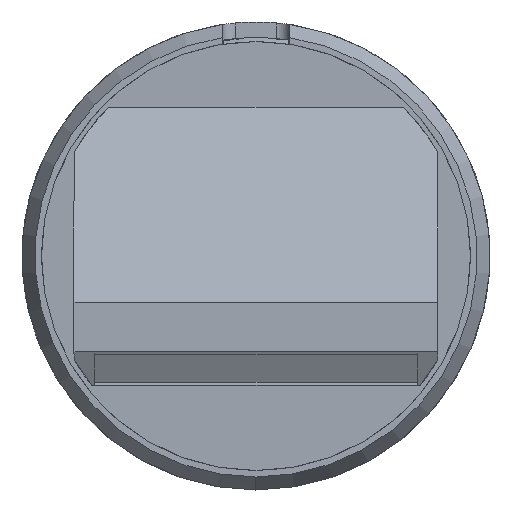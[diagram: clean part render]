
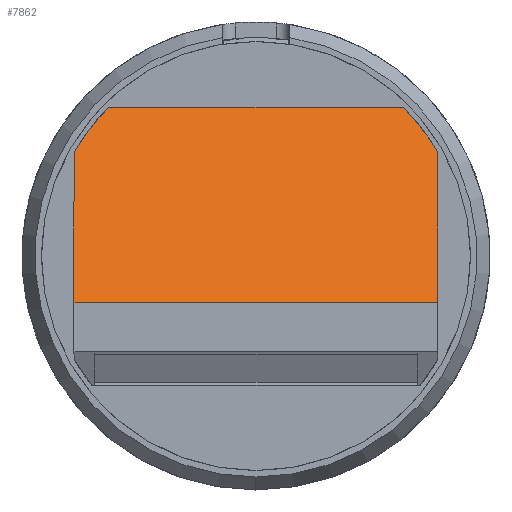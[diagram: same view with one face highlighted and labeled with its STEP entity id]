
A CAD part, left-side view. The second image highlights one B-rep face of the part: STEP entity #7862.
In plain terms, the highlighted planar face has unit normal (-0.707, 0, 0.707).
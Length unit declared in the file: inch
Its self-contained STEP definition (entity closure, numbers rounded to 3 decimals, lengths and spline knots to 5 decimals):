
#3 = VERTEX_POINT ( 'NONE', #1115 ) ;
#594 = CARTESIAN_POINT ( 'NONE',  ( -0.36614, -0.97437, -0.07019 ) ) ;
#946 = LINE ( 'NONE', #8663, #7523 ) ;
#1021 = VERTEX_POINT ( 'NONE', #3518 ) ;
#1115 = CARTESIAN_POINT ( 'NONE',  ( -0.36614, -0.27559, -0.07019 ) ) ;
#1242 = CARTESIAN_POINT ( 'NONE',  ( -0.11426, -0.26129, 0.18169 ) ) ;
#1410 = AXIS2_PLACEMENT_3D ( 'NONE', #4372, #8571, #7850 ) ;
#1450 = FACE_OUTER_BOUND ( 'NONE', #2268, .T. ) ;
#1529 = VERTEX_POINT ( 'NONE', #4511 ) ;
#1648 = DIRECTION ( 'NONE',  ( 0., -1., 0. ) ) ;
#2006 =( BOUNDED_CURVE ( )  B_SPLINE_CURVE ( 3, ( #8607, #9347, #4405, #7874 ),
 .UNSPECIFIED., .F., .F. ) 
 B_SPLINE_CURVE_WITH_KNOTS ( ( 4, 4 ),
 ( 5.22886, 5.50218 ),
 .UNSPECIFIED. ) 
 CURVE ( )  GEOMETRIC_REPRESENTATION_ITEM ( )  RATIONAL_B_SPLINE_CURVE ( ( 1., 0.994, 0.994, 1. ) ) 
 REPRESENTATION_ITEM ( '' )  );
#2220 = CARTESIAN_POINT ( 'NONE',  ( -0.37171, 0.27559, -0.07576 ) ) ;
#2235 = VERTEX_POINT ( 'NONE', #4190 ) ;
#2268 = EDGE_LOOP ( 'NONE', ( #6653, #3366, #8622, #9277, #3848, #3676 ) ) ;
#2485 = VECTOR ( 'NONE', #4331, 39.37008 ) ;
#2992 =( BOUNDED_CURVE ( )  B_SPLINE_CURVE ( 3, ( #7829, #5664, #1242, #7793 ),
 .UNSPECIFIED., .F., .F. ) 
 B_SPLINE_CURVE_WITH_KNOTS ( ( 4, 4 ),
 ( 0.78101, 1.05432 ),
 .UNSPECIFIED. ) 
 CURVE ( )  GEOMETRIC_REPRESENTATION_ITEM ( )  RATIONAL_B_SPLINE_CURVE ( ( 1., 0.994, 0.994, 1. ) ) 
 REPRESENTATION_ITEM ( '' )  );
#3366 = ORIENTED_EDGE ( 'NONE', *, *, #8618, .F. ) ;
#3518 = CARTESIAN_POINT ( 'NONE',  ( -0.07087, -0.22312, 0.22508 ) ) ;
#3676 = ORIENTED_EDGE ( 'NONE', *, *, #8552, .F. ) ;
#3848 = ORIENTED_EDGE ( 'NONE', *, *, #6358, .T. ) ;
#3938 = CARTESIAN_POINT ( 'NONE',  ( -0.13944, -0.27559, 0.15651 ) ) ;
#3986 = CARTESIAN_POINT ( 'NONE',  ( -0.07087, 0.22312, 0.22508 ) ) ;
#4140 = DIRECTION ( 'NONE',  ( 0., 1., 0. ) ) ;
#4190 = CARTESIAN_POINT ( 'NONE',  ( -0.13944, 0.27559, 0.15651 ) ) ;
#4263 = VERTEX_POINT ( 'NONE', #3986 ) ;
#4331 = DIRECTION ( 'NONE',  ( 0.707, 0., 0.707 ) ) ;
#4372 = CARTESIAN_POINT ( 'NONE',  ( -0.37171, -0.97437, -0.07576 ) ) ;
#4405 = CARTESIAN_POINT ( 'NONE',  ( -0.09126, 0.24369, 0.20469 ) ) ;
#4511 = CARTESIAN_POINT ( 'NONE',  ( -0.36614, 0.27559, -0.07019 ) ) ;
#5322 = VECTOR ( 'NONE', #1648, 39.37008 ) ;
#5664 = CARTESIAN_POINT ( 'NONE',  ( -0.09126, -0.24369, 0.20469 ) ) ;
#5759 = PLANE ( 'NONE',  #1410 ) ;
#5766 = EDGE_CURVE ( 'NONE', #1529, #2235, #7991, .T. ) ;
#6358 = EDGE_CURVE ( 'NONE', #3, #7451, #946, .T. ) ;
#6441 = EDGE_CURVE ( 'NONE', #4263, #1021, #7191, .T. ) ;
#6653 = ORIENTED_EDGE ( 'NONE', *, *, #6441, .F. ) ;
#7072 = EDGE_CURVE ( 'NONE', #3, #1529, #7710, .T. ) ;
#7179 = DIRECTION ( 'NONE',  ( 0.707, 0., 0.707 ) ) ;
#7191 = LINE ( 'NONE', #7550, #5322 ) ;
#7254 = VECTOR ( 'NONE', #4140, 39.37008 ) ;
#7451 = VERTEX_POINT ( 'NONE', #3938 ) ;
#7523 = VECTOR ( 'NONE', #7179, 39.37008 ) ;
#7550 = CARTESIAN_POINT ( 'NONE',  ( -0.07087, 0., 0.22508 ) ) ;
#7710 = LINE ( 'NONE', #594, #7254 ) ;
#7793 = CARTESIAN_POINT ( 'NONE',  ( -0.13944, -0.27559, 0.15651 ) ) ;
#7829 = CARTESIAN_POINT ( 'NONE',  ( -0.07087, -0.22312, 0.22508 ) ) ;
#7850 = DIRECTION ( 'NONE',  ( -0.707, 0., -0.707 ) ) ;
#7862 = ADVANCED_FACE ( 'NONE', ( #1450 ), #5759, .F. ) ;
#7874 = CARTESIAN_POINT ( 'NONE',  ( -0.07087, 0.22312, 0.22508 ) ) ;
#7991 = LINE ( 'NONE', #2220, #2485 ) ;
#8552 = EDGE_CURVE ( 'NONE', #1021, #7451, #2992, .T. ) ;
#8571 = DIRECTION ( 'NONE',  ( 0.707, 0., -0.707 ) ) ;
#8607 = CARTESIAN_POINT ( 'NONE',  ( -0.13944, 0.27559, 0.15651 ) ) ;
#8618 = EDGE_CURVE ( 'NONE', #2235, #4263, #2006, .T. ) ;
#8622 = ORIENTED_EDGE ( 'NONE', *, *, #5766, .F. ) ;
#8663 = CARTESIAN_POINT ( 'NONE',  ( -0.36614, -0.27559, -0.07019 ) ) ;
#9277 = ORIENTED_EDGE ( 'NONE', *, *, #7072, .F. ) ;
#9347 = CARTESIAN_POINT ( 'NONE',  ( -0.11426, 0.26129, 0.18169 ) ) ;
